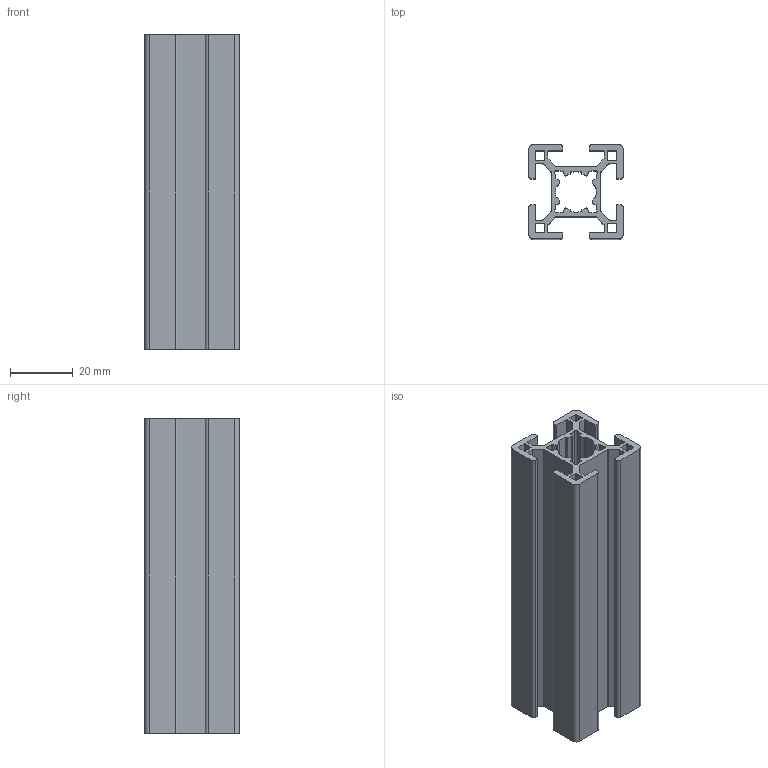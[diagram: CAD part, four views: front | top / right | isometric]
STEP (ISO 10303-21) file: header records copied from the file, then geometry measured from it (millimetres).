
FILE_DESCRIPTION (( 'STEP AP203' ), '1' );
FILE_NAME ('Perfil 30x30 Básico 100mm.STEP', '2015-12-11T17:06:16', ( '' ), ( '' ), 'SwSTEP 2.0', 'SolidWorks 2014', '' );
FILE_SCHEMA (( 'CONFIG_CONTROL_DESIGN' ));
Length unit declared in the file: millimetre
Products named in the file (1): Perfil 30x30 Básico 100mm
Bounding box: 30 x 30 x 100 mm (x, y, z)
Volume: 30323.6 mm3; surface area: 35030.9 mm2
Topology: 1 solids, 1 shells, 199 faces, 591 edges, 394 vertices
Faces by surface type: cylinder 113, plane 86
Entity records: 6848 total; most frequent: DIRECTION 1217, CARTESIAN_POINT 1185, ORIENTED_EDGE 1182, EDGE_CURVE 591, AXIS2_PLACEMENT_3D 426, VERTEX_POINT 394, VECTOR 365, LINE 365
